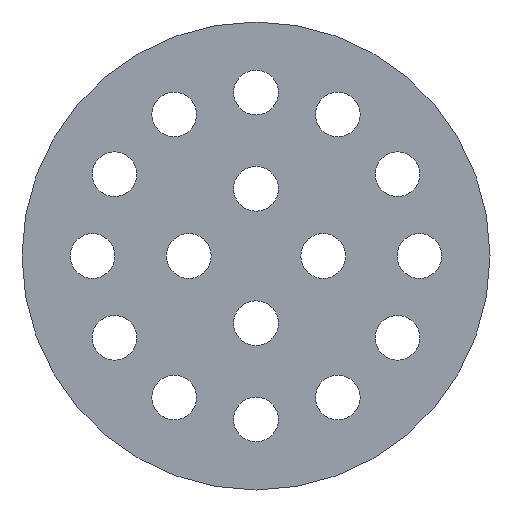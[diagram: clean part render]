
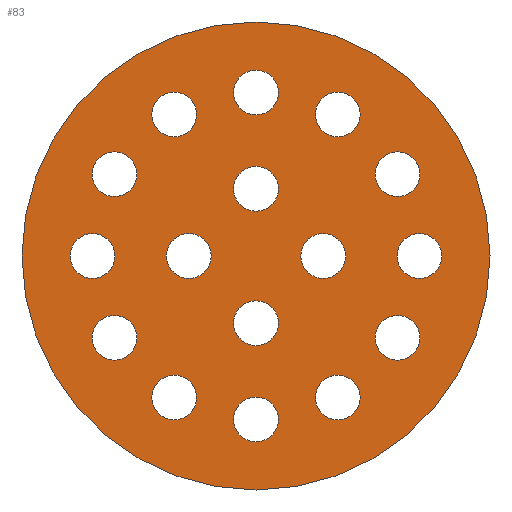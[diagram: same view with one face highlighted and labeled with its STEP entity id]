
A CAD part, left-side view. The second image highlights one B-rep face of the part: STEP entity #83.
In plain terms, the highlighted planar face has unit normal (-1, 0, 0).
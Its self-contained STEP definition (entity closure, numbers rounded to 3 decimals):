
#83 = ADVANCED_FACE( '', ( #201, #202, #203, #204, #205, #206, #207, #208, #209, #210, #211, #212, #213, #214, #215, #216, #217 ), #218, .F. );
#201 = FACE_BOUND( '', #394, .T. );
#202 = FACE_BOUND( '', #395, .T. );
#203 = FACE_BOUND( '', #396, .T. );
#204 = FACE_BOUND( '', #397, .T. );
#205 = FACE_BOUND( '', #398, .T. );
#206 = FACE_BOUND( '', #399, .T. );
#207 = FACE_BOUND( '', #400, .T. );
#208 = FACE_BOUND( '', #401, .T. );
#209 = FACE_BOUND( '', #402, .T. );
#210 = FACE_BOUND( '', #403, .T. );
#211 = FACE_BOUND( '', #404, .T. );
#212 = FACE_BOUND( '', #405, .T. );
#213 = FACE_BOUND( '', #406, .T. );
#214 = FACE_BOUND( '', #407, .T. );
#215 = FACE_BOUND( '', #408, .T. );
#216 = FACE_BOUND( '', #409, .T. );
#217 = FACE_OUTER_BOUND( '', #410, .T. );
#218 = PLANE( '', #411 );
#394 = EDGE_LOOP( '', ( #620 ) );
#395 = EDGE_LOOP( '', ( #621 ) );
#396 = EDGE_LOOP( '', ( #622 ) );
#397 = EDGE_LOOP( '', ( #623 ) );
#398 = EDGE_LOOP( '', ( #624 ) );
#399 = EDGE_LOOP( '', ( #625 ) );
#400 = EDGE_LOOP( '', ( #626 ) );
#401 = EDGE_LOOP( '', ( #627 ) );
#402 = EDGE_LOOP( '', ( #628 ) );
#403 = EDGE_LOOP( '', ( #629 ) );
#404 = EDGE_LOOP( '', ( #630 ) );
#405 = EDGE_LOOP( '', ( #631 ) );
#406 = EDGE_LOOP( '', ( #632 ) );
#407 = EDGE_LOOP( '', ( #633 ) );
#408 = EDGE_LOOP( '', ( #634 ) );
#409 = EDGE_LOOP( '', ( #635 ) );
#410 = EDGE_LOOP( '', ( #636 ) );
#411 = AXIS2_PLACEMENT_3D( '', #637, #638, #639 );
#620 = ORIENTED_EDGE( '', *, *, #949, .T. );
#621 = ORIENTED_EDGE( '', *, *, #990, .T. );
#622 = ORIENTED_EDGE( '', *, *, #991, .T. );
#623 = ORIENTED_EDGE( '', *, *, #992, .T. );
#624 = ORIENTED_EDGE( '', *, *, #980, .T. );
#625 = ORIENTED_EDGE( '', *, *, #993, .T. );
#626 = ORIENTED_EDGE( '', *, *, #994, .T. );
#627 = ORIENTED_EDGE( '', *, *, #957, .T. );
#628 = ORIENTED_EDGE( '', *, *, #995, .T. );
#629 = ORIENTED_EDGE( '', *, *, #996, .T. );
#630 = ORIENTED_EDGE( '', *, *, #983, .T. );
#631 = ORIENTED_EDGE( '', *, *, #997, .T. );
#632 = ORIENTED_EDGE( '', *, *, #998, .T. );
#633 = ORIENTED_EDGE( '', *, *, #999, .T. );
#634 = ORIENTED_EDGE( '', *, *, #1000, .T. );
#635 = ORIENTED_EDGE( '', *, *, #1001, .T. );
#636 = ORIENTED_EDGE( '', *, *, #1002, .F. );
#637 = CARTESIAN_POINT( '', ( 0., 0., 0. ) );
#638 = DIRECTION( '', ( 1., 0., 0. ) );
#639 = DIRECTION( '', ( 0., 0., -1. ) );
#949 = EDGE_CURVE( '', #1101, #1101, #1102, .T. );
#957 = EDGE_CURVE( '', #1115, #1115, #1116, .T. );
#980 = EDGE_CURVE( '', #1158, #1158, #1159, .T. );
#983 = EDGE_CURVE( '', #1163, #1163, #1164, .T. );
#990 = EDGE_CURVE( '', #1175, #1175, #1176, .T. );
#991 = EDGE_CURVE( '', #1177, #1177, #1178, .T. );
#992 = EDGE_CURVE( '', #1179, #1179, #1180, .T. );
#993 = EDGE_CURVE( '', #1181, #1181, #1182, .T. );
#994 = EDGE_CURVE( '', #1183, #1183, #1184, .T. );
#995 = EDGE_CURVE( '', #1185, #1185, #1186, .T. );
#996 = EDGE_CURVE( '', #1187, #1187, #1188, .T. );
#997 = EDGE_CURVE( '', #1189, #1189, #1190, .T. );
#998 = EDGE_CURVE( '', #1191, #1191, #1192, .T. );
#999 = EDGE_CURVE( '', #1193, #1193, #1194, .T. );
#1000 = EDGE_CURVE( '', #1195, #1195, #1196, .T. );
#1001 = EDGE_CURVE( '', #1197, #1197, #1198, .T. );
#1002 = EDGE_CURVE( '', #1199, #1199, #1200, .T. );
#1101 = VERTEX_POINT( '', #1334 );
#1102 = CIRCLE( '', #1335, 2. );
#1115 = VERTEX_POINT( '', #1352 );
#1116 = CIRCLE( '', #1353, 2. );
#1158 = VERTEX_POINT( '', #1404 );
#1159 = CIRCLE( '', #1405, 2. );
#1163 = VERTEX_POINT( '', #1409 );
#1164 = CIRCLE( '', #1410, 2. );
#1175 = VERTEX_POINT( '', #1425 );
#1176 = CIRCLE( '', #1426, 2. );
#1177 = VERTEX_POINT( '', #1427 );
#1178 = CIRCLE( '', #1428, 2. );
#1179 = VERTEX_POINT( '', #1429 );
#1180 = CIRCLE( '', #1430, 2. );
#1181 = VERTEX_POINT( '', #1431 );
#1182 = CIRCLE( '', #1432, 2. );
#1183 = VERTEX_POINT( '', #1433 );
#1184 = CIRCLE( '', #1434, 2. );
#1185 = VERTEX_POINT( '', #1435 );
#1186 = CIRCLE( '', #1436, 2. );
#1187 = VERTEX_POINT( '', #1437 );
#1188 = CIRCLE( '', #1438, 2. );
#1189 = VERTEX_POINT( '', #1439 );
#1190 = CIRCLE( '', #1440, 2. );
#1191 = VERTEX_POINT( '', #1441 );
#1192 = CIRCLE( '', #1442, 2. );
#1193 = VERTEX_POINT( '', #1443 );
#1194 = CIRCLE( '', #1444, 2. );
#1195 = VERTEX_POINT( '', #1445 );
#1196 = CIRCLE( '', #1446, 2. );
#1197 = VERTEX_POINT( '', #1447 );
#1198 = CIRCLE( '', #1448, 2. );
#1199 = VERTEX_POINT( '', #1449 );
#1200 = CIRCLE( '', #1450, 20.9 );
#1334 = CARTESIAN_POINT( '', ( 0., 0., 12.6 ) );
#1335 = AXIS2_PLACEMENT_3D( '', #1619, #1620, #1621 );
#1352 = CARTESIAN_POINT( '', ( 0., -6., -2. ) );
#1353 = AXIS2_PLACEMENT_3D( '', #1629, #1630, #1631 );
#1404 = CARTESIAN_POINT( '', ( 0., 12.644, 5.3 ) );
#1405 = AXIS2_PLACEMENT_3D( '', #1674, #1675, #1676 );
#1409 = CARTESIAN_POINT( '', ( 0., 0., -8. ) );
#1410 = AXIS2_PLACEMENT_3D( '', #1680, #1681, #1682 );
#1425 = CARTESIAN_POINT( '', ( 0., -7.3, 10.644 ) );
#1426 = AXIS2_PLACEMENT_3D( '', #1687, #1688, #1689 );
#1427 = CARTESIAN_POINT( '', ( 0., 7.3, 10.644 ) );
#1428 = AXIS2_PLACEMENT_3D( '', #1690, #1691, #1692 );
#1429 = CARTESIAN_POINT( '', ( 0., -12.644, 5.3 ) );
#1430 = AXIS2_PLACEMENT_3D( '', #1693, #1694, #1695 );
#1431 = CARTESIAN_POINT( '', ( 0., 0., 4. ) );
#1432 = AXIS2_PLACEMENT_3D( '', #1696, #1697, #1698 );
#1433 = CARTESIAN_POINT( '', ( 0., -14.6, -2. ) );
#1434 = AXIS2_PLACEMENT_3D( '', #1699, #1700, #1701 );
#1435 = CARTESIAN_POINT( '', ( 0., 14.6, -2. ) );
#1436 = AXIS2_PLACEMENT_3D( '', #1702, #1703, #1704 );
#1437 = CARTESIAN_POINT( '', ( 0., 6., -2. ) );
#1438 = AXIS2_PLACEMENT_3D( '', #1705, #1706, #1707 );
#1439 = CARTESIAN_POINT( '', ( 0., -12.644, -9.3 ) );
#1440 = AXIS2_PLACEMENT_3D( '', #1708, #1709, #1710 );
#1441 = CARTESIAN_POINT( '', ( 0., 12.644, -9.3 ) );
#1442 = AXIS2_PLACEMENT_3D( '', #1711, #1712, #1713 );
#1443 = CARTESIAN_POINT( '', ( 0., -7.3, -14.644 ) );
#1444 = AXIS2_PLACEMENT_3D( '', #1714, #1715, #1716 );
#1445 = CARTESIAN_POINT( '', ( 0., 7.3, -14.644 ) );
#1446 = AXIS2_PLACEMENT_3D( '', #1717, #1718, #1719 );
#1447 = CARTESIAN_POINT( '', ( 0., 0., -16.6 ) );
#1448 = AXIS2_PLACEMENT_3D( '', #1720, #1721, #1722 );
#1449 = CARTESIAN_POINT( '', ( 0., 0., -20.9 ) );
#1450 = AXIS2_PLACEMENT_3D( '', #1723, #1724, #1725 );
#1619 = CARTESIAN_POINT( '', ( 0., 0., 14.6 ) );
#1620 = DIRECTION( '', ( 1., 0., 0. ) );
#1621 = DIRECTION( '', ( 0., 0., -1. ) );
#1629 = CARTESIAN_POINT( '', ( 0., -6., 0. ) );
#1630 = DIRECTION( '', ( 1., 0., 0. ) );
#1631 = DIRECTION( '', ( 0., 0., -1. ) );
#1674 = CARTESIAN_POINT( '', ( 0., 12.644, 7.3 ) );
#1675 = DIRECTION( '', ( 1., 0., 0. ) );
#1676 = DIRECTION( '', ( 0., 0., -1. ) );
#1680 = CARTESIAN_POINT( '', ( 0., 0., -6. ) );
#1681 = DIRECTION( '', ( 1., 0., 0. ) );
#1682 = DIRECTION( '', ( 0., 0., -1. ) );
#1687 = CARTESIAN_POINT( '', ( 0., -7.3, 12.644 ) );
#1688 = DIRECTION( '', ( 1., 0., 0. ) );
#1689 = DIRECTION( '', ( 0., 0., -1. ) );
#1690 = CARTESIAN_POINT( '', ( 0., 7.3, 12.644 ) );
#1691 = DIRECTION( '', ( 1., 0., 0. ) );
#1692 = DIRECTION( '', ( 0., 0., -1. ) );
#1693 = CARTESIAN_POINT( '', ( 0., -12.644, 7.3 ) );
#1694 = DIRECTION( '', ( 1., 0., 0. ) );
#1695 = DIRECTION( '', ( 0., 0., -1. ) );
#1696 = CARTESIAN_POINT( '', ( 0., 0., 6. ) );
#1697 = DIRECTION( '', ( 1., 0., 0. ) );
#1698 = DIRECTION( '', ( 0., 0., -1. ) );
#1699 = CARTESIAN_POINT( '', ( 0., -14.6, 0. ) );
#1700 = DIRECTION( '', ( 1., 0., 0. ) );
#1701 = DIRECTION( '', ( 0., 0., -1. ) );
#1702 = CARTESIAN_POINT( '', ( 0., 14.6, 0. ) );
#1703 = DIRECTION( '', ( 1., 0., 0. ) );
#1704 = DIRECTION( '', ( 0., 0., -1. ) );
#1705 = CARTESIAN_POINT( '', ( 0., 6., 0. ) );
#1706 = DIRECTION( '', ( 1., 0., 0. ) );
#1707 = DIRECTION( '', ( 0., 0., -1. ) );
#1708 = CARTESIAN_POINT( '', ( 0., -12.644, -7.3 ) );
#1709 = DIRECTION( '', ( 1., 0., 0. ) );
#1710 = DIRECTION( '', ( 0., 0., -1. ) );
#1711 = CARTESIAN_POINT( '', ( 0., 12.644, -7.3 ) );
#1712 = DIRECTION( '', ( 1., 0., 0. ) );
#1713 = DIRECTION( '', ( 0., 0., -1. ) );
#1714 = CARTESIAN_POINT( '', ( 0., -7.3, -12.644 ) );
#1715 = DIRECTION( '', ( 1., 0., 0. ) );
#1716 = DIRECTION( '', ( 0., 0., -1. ) );
#1717 = CARTESIAN_POINT( '', ( 0., 7.3, -12.644 ) );
#1718 = DIRECTION( '', ( 1., 0., 0. ) );
#1719 = DIRECTION( '', ( 0., 0., -1. ) );
#1720 = CARTESIAN_POINT( '', ( 0., 0., -14.6 ) );
#1721 = DIRECTION( '', ( 1., 0., 0. ) );
#1722 = DIRECTION( '', ( 0., 0., -1. ) );
#1723 = CARTESIAN_POINT( '', ( 0., 0., 0. ) );
#1724 = DIRECTION( '', ( 1., 0., 0. ) );
#1725 = DIRECTION( '', ( 0., 0., -1. ) );
